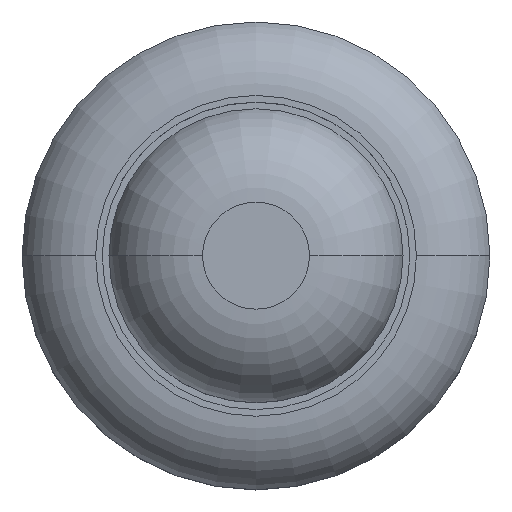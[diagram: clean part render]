
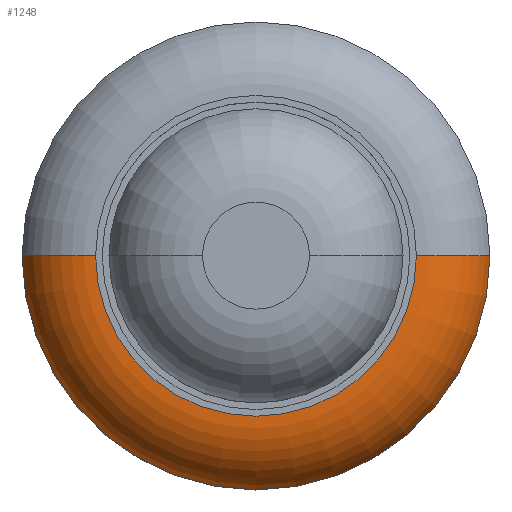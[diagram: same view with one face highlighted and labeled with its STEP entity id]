
A CAD part, top view. The second image highlights one B-rep face of the part: STEP entity #1248.
In plain terms, the highlighted toroidal (fillet/blend) face has major radius 6 mm and minor radius 2.891 mm.
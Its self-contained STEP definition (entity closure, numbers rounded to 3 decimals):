
#110 = AXIS2_PLACEMENT_3D ( 'NONE', #3135, #385, #2560 ) ;
#159 = CARTESIAN_POINT ( 'NONE',  ( 6., 0., 5.3 ) ) ;
#188 = VERTEX_POINT ( 'NONE', #2483 ) ;
#321 = FACE_OUTER_BOUND ( 'NONE', #957, .T. ) ;
#385 = DIRECTION ( 'NONE',  ( 0., 1., 0. ) ) ;
#409 = AXIS2_PLACEMENT_3D ( 'NONE', #3273, #1696, #2029 ) ;
#498 = CARTESIAN_POINT ( 'NONE',  ( 6., 0., 2.409 ) ) ;
#507 = TOROIDAL_SURFACE ( 'NONE', #2791, 6., 2.891 ) ;
#517 = VERTEX_POINT ( 'NONE', #159 ) ;
#580 = DIRECTION ( 'NONE',  ( 0., 0., 1. ) ) ;
#675 = CARTESIAN_POINT ( 'NONE',  ( 0., 0., 2.409 ) ) ;
#804 = CARTESIAN_POINT ( 'NONE',  ( 0., 0., 3.3 ) ) ;
#932 = CIRCLE ( 'NONE', #409, 6. ) ;
#957 = EDGE_LOOP ( 'NONE', ( #3783, #3965, #3508, #3168 ) ) ;
#1166 = DIRECTION ( 'NONE',  ( 0., -1., 0. ) ) ;
#1243 = EDGE_CURVE ( 'NONE', #3700, #1741, #2598, .T. ) ;
#1248 = ADVANCED_FACE ( 'NONE', ( #321 ), #507, .T. ) ;
#1262 = CIRCLE ( 'NONE', #3296, 8.75 ) ;
#1454 = DIRECTION ( 'NONE',  ( 0., 0., -1. ) ) ;
#1653 = CARTESIAN_POINT ( 'NONE',  ( -8.75, 0., 3.3 ) ) ;
#1696 = DIRECTION ( 'NONE',  ( 0., 0., 1. ) ) ;
#1741 = VERTEX_POINT ( 'NONE', #3792 ) ;
#2029 = DIRECTION ( 'NONE',  ( 1., 0., 0. ) ) ;
#2283 = EDGE_CURVE ( 'NONE', #1741, #517, #932, .T. ) ;
#2308 = EDGE_CURVE ( 'NONE', #3700, #188, #1262, .T. ) ;
#2483 = CARTESIAN_POINT ( 'NONE',  ( 8.75, 0., 3.3 ) ) ;
#2517 = DIRECTION ( 'NONE',  ( 0., 0., 1. ) ) ;
#2560 = DIRECTION ( 'NONE',  ( -1., 0., 0. ) ) ;
#2598 = CIRCLE ( 'NONE', #110, 2.891 ) ;
#2791 = AXIS2_PLACEMENT_3D ( 'NONE', #675, #2517, #3761 ) ;
#3107 = EDGE_CURVE ( 'NONE', #188, #517, #3164, .T. ) ;
#3135 = CARTESIAN_POINT ( 'NONE',  ( -6., 0., 2.409 ) ) ;
#3164 = CIRCLE ( 'NONE', #3232, 2.891 ) ;
#3168 = ORIENTED_EDGE ( 'NONE', *, *, #2283, .F. ) ;
#3232 = AXIS2_PLACEMENT_3D ( 'NONE', #498, #1166, #1454 ) ;
#3273 = CARTESIAN_POINT ( 'NONE',  ( 0., 0., 5.3 ) ) ;
#3296 = AXIS2_PLACEMENT_3D ( 'NONE', #804, #580, #3727 ) ;
#3508 = ORIENTED_EDGE ( 'NONE', *, *, #3107, .T. ) ;
#3700 = VERTEX_POINT ( 'NONE', #1653 ) ;
#3727 = DIRECTION ( 'NONE',  ( 1., 0., 0. ) ) ;
#3761 = DIRECTION ( 'NONE',  ( 1., 0., 0. ) ) ;
#3783 = ORIENTED_EDGE ( 'NONE', *, *, #1243, .F. ) ;
#3792 = CARTESIAN_POINT ( 'NONE',  ( -6., 0., 5.3 ) ) ;
#3965 = ORIENTED_EDGE ( 'NONE', *, *, #2308, .T. ) ;
